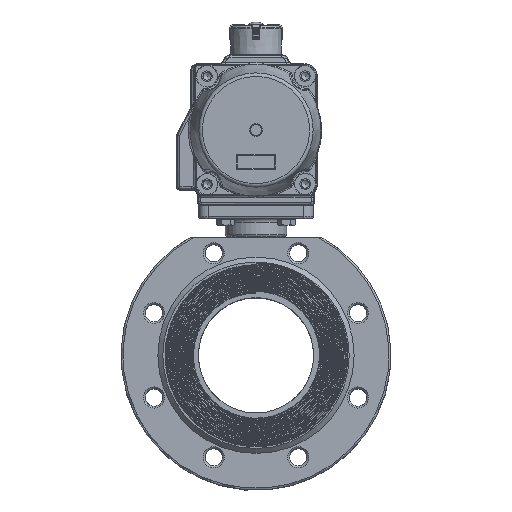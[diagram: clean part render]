
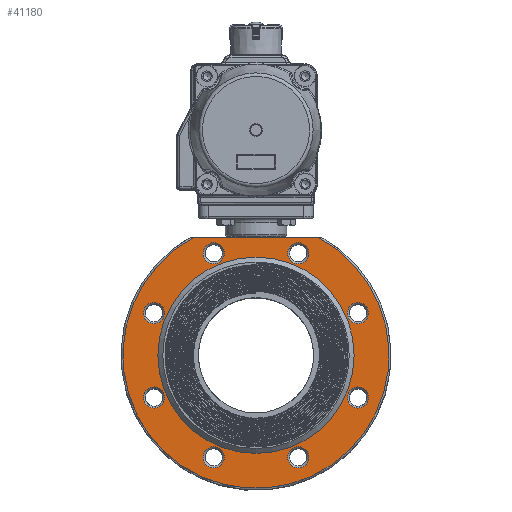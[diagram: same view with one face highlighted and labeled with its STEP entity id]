
A CAD part, top view. The second image highlights one B-rep face of the part: STEP entity #41180.
In plain terms, the highlighted planar face has unit normal (0, 0, 1).
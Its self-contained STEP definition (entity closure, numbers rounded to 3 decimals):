
#4806=LINE('',#83805,#7011);
#7011=VECTOR('',#49207,1000.);
#10507=ORIENTED_EDGE('',*,*,#22350,.F.);
#10508=ORIENTED_EDGE('',*,*,#22323,.F.);
#10509=ORIENTED_EDGE('',*,*,#22351,.T.);
#10510=ORIENTED_EDGE('',*,*,#22352,.T.);
#10511=ORIENTED_EDGE('',*,*,#22353,.T.);
#10512=ORIENTED_EDGE('',*,*,#22354,.T.);
#10513=ORIENTED_EDGE('',*,*,#22355,.T.);
#10514=ORIENTED_EDGE('',*,*,#22356,.T.);
#10515=ORIENTED_EDGE('',*,*,#22357,.T.);
#10516=ORIENTED_EDGE('',*,*,#22358,.T.);
#10517=ORIENTED_EDGE('',*,*,#22359,.T.);
#22323=EDGE_CURVE('',#28277,#28278,#4806,.T.);
#22350=EDGE_CURVE('',#28293,#28293,#31815,.T.);
#22351=EDGE_CURVE('',#28277,#28278,#31816,.T.);
#22352=EDGE_CURVE('',#28294,#28294,#31817,.T.);
#22353=EDGE_CURVE('',#28295,#28295,#31818,.T.);
#22354=EDGE_CURVE('',#28296,#28296,#31819,.T.);
#22355=EDGE_CURVE('',#28297,#28297,#31820,.T.);
#22356=EDGE_CURVE('',#28298,#28298,#31821,.T.);
#22357=EDGE_CURVE('',#28299,#28299,#31822,.T.);
#22358=EDGE_CURVE('',#28300,#28300,#31823,.T.);
#22359=EDGE_CURVE('',#28301,#28301,#31824,.T.);
#28277=VERTEX_POINT('',#83804);
#28278=VERTEX_POINT('',#83806);
#28293=VERTEX_POINT('',#83864);
#28294=VERTEX_POINT('',#83867);
#28295=VERTEX_POINT('',#83869);
#28296=VERTEX_POINT('',#83871);
#28297=VERTEX_POINT('',#83873);
#28298=VERTEX_POINT('',#83875);
#28299=VERTEX_POINT('',#83877);
#28300=VERTEX_POINT('',#83879);
#28301=VERTEX_POINT('',#83881);
#31815=CIRCLE('',#44220,80.);
#31816=CIRCLE('',#44221,108.5);
#31817=CIRCLE('',#44222,8.6);
#31818=CIRCLE('',#44223,8.6);
#31819=CIRCLE('',#44224,8.6);
#31820=CIRCLE('',#44225,8.6);
#31821=CIRCLE('',#44226,8.6);
#31822=CIRCLE('',#44227,8.6);
#31823=CIRCLE('',#44228,8.6);
#31824=CIRCLE('',#44229,8.6);
#33999=EDGE_LOOP('',(#10507));
#34000=EDGE_LOOP('',(#10508,#10509));
#34001=EDGE_LOOP('',(#10510));
#34002=EDGE_LOOP('',(#10511));
#34003=EDGE_LOOP('',(#10512));
#34004=EDGE_LOOP('',(#10513));
#34005=EDGE_LOOP('',(#10514));
#34006=EDGE_LOOP('',(#10515));
#34007=EDGE_LOOP('',(#10516));
#34008=EDGE_LOOP('',(#10517));
#37205=FACE_BOUND('',#33999,.T.);
#37206=FACE_BOUND('',#34000,.T.);
#37207=FACE_BOUND('',#34001,.T.);
#37208=FACE_BOUND('',#34002,.T.);
#37209=FACE_BOUND('',#34003,.T.);
#37210=FACE_BOUND('',#34004,.T.);
#37211=FACE_BOUND('',#34005,.T.);
#37212=FACE_BOUND('',#34006,.T.);
#37213=FACE_BOUND('',#34007,.T.);
#37214=FACE_BOUND('',#34008,.T.);
#40155=PLANE('',#44219);
#41180=ADVANCED_FACE('',(#37205,#37206,#37207,#37208,#37209,#37210,#37211,
#37212,#37213,#37214),#40155,.T.);
#44219=AXIS2_PLACEMENT_3D('',#83862,#49260,#49261);
#44220=AXIS2_PLACEMENT_3D('',#83863,#49262,#49263);
#44221=AXIS2_PLACEMENT_3D('',#83865,#49264,#49265);
#44222=AXIS2_PLACEMENT_3D('',#83866,#49266,#49267);
#44223=AXIS2_PLACEMENT_3D('',#83868,#49268,#49269);
#44224=AXIS2_PLACEMENT_3D('',#83870,#49270,#49271);
#44225=AXIS2_PLACEMENT_3D('',#83872,#49272,#49273);
#44226=AXIS2_PLACEMENT_3D('',#83874,#49274,#49275);
#44227=AXIS2_PLACEMENT_3D('',#83876,#49276,#49277);
#44228=AXIS2_PLACEMENT_3D('',#83878,#49278,#49279);
#44229=AXIS2_PLACEMENT_3D('',#83880,#49280,#49281);
#49207=DIRECTION('',(1.,0.,0.));
#49260=DIRECTION('',(0.,0.,1.));
#49261=DIRECTION('',(1.,0.,0.));
#49262=DIRECTION('',(0.,0.,1.));
#49263=DIRECTION('',(1.,0.,0.));
#49264=DIRECTION('',(0.,0.,1.));
#49265=DIRECTION('',(1.,0.,0.));
#49266=DIRECTION('',(0.,0.,-1.));
#49267=DIRECTION('',(1.,0.,0.));
#49268=DIRECTION('',(0.,0.,-1.));
#49269=DIRECTION('',(1.,0.,0.));
#49270=DIRECTION('',(0.,0.,-1.));
#49271=DIRECTION('',(1.,0.,0.));
#49272=DIRECTION('',(0.,0.,-1.));
#49273=DIRECTION('',(1.,0.,0.));
#49274=DIRECTION('',(0.,0.,-1.));
#49275=DIRECTION('',(1.,0.,0.));
#49276=DIRECTION('',(0.,0.,-1.));
#49277=DIRECTION('',(1.,0.,0.));
#49278=DIRECTION('',(0.,0.,-1.));
#49279=DIRECTION('',(1.,0.,0.));
#49280=DIRECTION('',(0.,0.,-1.));
#49281=DIRECTION('',(1.,0.,0.));
#83804=CARTESIAN_POINT('',(-50.559,96.,67.));
#83805=CARTESIAN_POINT('',(0.,96.,67.));
#83806=CARTESIAN_POINT('',(50.559,96.,67.));
#83862=CARTESIAN_POINT('',(0.,0.,67.));
#83863=CARTESIAN_POINT('',(0.,0.,67.));
#83864=CARTESIAN_POINT('',(80.,0.,67.));
#83865=CARTESIAN_POINT('',(0.,0.,67.));
#83866=CARTESIAN_POINT('',(-34.442,83.149,67.));
#83867=CARTESIAN_POINT('',(-25.842,83.149,67.));
#83868=CARTESIAN_POINT('',(34.442,83.149,67.));
#83869=CARTESIAN_POINT('',(43.042,83.149,67.));
#83870=CARTESIAN_POINT('',(83.149,34.442,67.));
#83871=CARTESIAN_POINT('',(91.749,34.442,67.));
#83872=CARTESIAN_POINT('',(83.149,-34.442,67.));
#83873=CARTESIAN_POINT('',(91.749,-34.442,67.));
#83874=CARTESIAN_POINT('',(34.442,-83.149,67.));
#83875=CARTESIAN_POINT('',(43.042,-83.149,67.));
#83876=CARTESIAN_POINT('',(-34.442,-83.149,67.));
#83877=CARTESIAN_POINT('',(-25.842,-83.149,67.));
#83878=CARTESIAN_POINT('',(-83.149,-34.442,67.));
#83879=CARTESIAN_POINT('',(-74.549,-34.442,67.));
#83880=CARTESIAN_POINT('',(-83.149,34.442,67.));
#83881=CARTESIAN_POINT('',(-74.549,34.442,67.));
